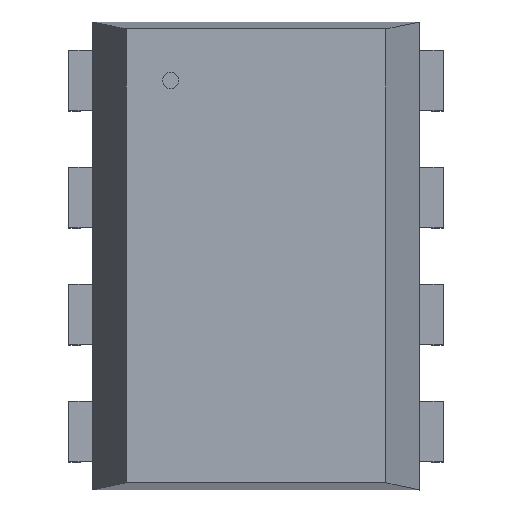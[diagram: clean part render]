
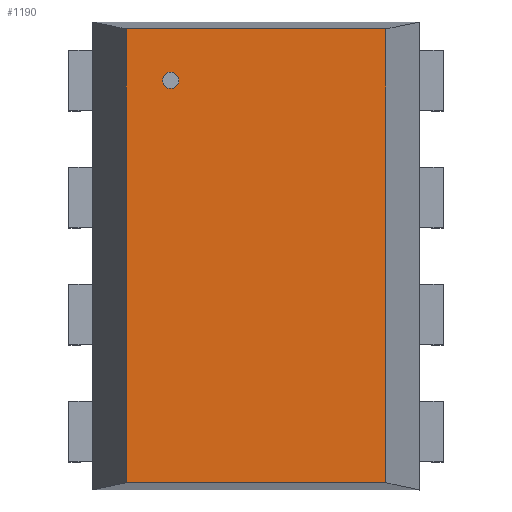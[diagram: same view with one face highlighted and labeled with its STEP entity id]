
A CAD part, top view. The second image highlights one B-rep face of the part: STEP entity #1190.
In plain terms, the highlighted planar face has unit normal (0, 0, 1).
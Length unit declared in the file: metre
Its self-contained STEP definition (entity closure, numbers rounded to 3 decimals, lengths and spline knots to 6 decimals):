
#594 = EDGE_CURVE( '', #1520, #1500, #1521, .T. );
#902 = EDGE_CURVE( '', #1958, #1573, #1959, .T. );
#968 = EDGE_CURVE( '', #1573, #1520, #2038, .T. );
#994 = EDGE_CURVE( '', #1500, #1958, #2065, .T. );
#1190 = ADVANCED_FACE( '', ( #2297 ), #2298, .F. );
#1500 = VERTEX_POINT( '', #2699 );
#1520 = VERTEX_POINT( '', #2725 );
#1521 = B_SPLINE_CURVE_WITH_KNOTS( '', 1, ( #2726, #2727 ), .UNSPECIFIED., .F., .F., ( 2, 2 ), ( 0., 1. ), .UNSPECIFIED. );
#1573 = VERTEX_POINT( '', #2802 );
#1958 = VERTEX_POINT( '', #3381 );
#1959 = B_SPLINE_CURVE_WITH_KNOTS( '', 1, ( #3382, #3383 ), .UNSPECIFIED., .F., .F., ( 2, 2 ), ( 0., 1. ), .UNSPECIFIED. );
#2038 = B_SPLINE_CURVE_WITH_KNOTS( '', 1, ( #3515, #3516 ), .UNSPECIFIED., .F., .F., ( 2, 2 ), ( 0., 1. ), .UNSPECIFIED. );
#2065 = B_SPLINE_CURVE_WITH_KNOTS( '', 1, ( #3566, #3567 ), .UNSPECIFIED., .F., .F., ( 2, 2 ), ( 0., 1. ), .UNSPECIFIED. );
#2297 = FACE_OUTER_BOUND( '', #3925, .T. );
#2298 = PLANE( '', #3926 );
#2699 = CARTESIAN_POINT( '', ( -0.002819, 0.004927, 0.005336 ) );
#2725 = CARTESIAN_POINT( '', ( 0.002819, 0.004927, 0.005336 ) );
#2726 = CARTESIAN_POINT( '', ( 0.002819, 0.004927, 0.005337 ) );
#2727 = CARTESIAN_POINT( '', ( -0.002819, 0.004927, 0.005337 ) );
#2802 = CARTESIAN_POINT( '', ( 0.002819, -0.004927, 0.005336 ) );
#3381 = CARTESIAN_POINT( '', ( -0.002819, -0.004927, 0.005336 ) );
#3382 = CARTESIAN_POINT( '', ( -0.002819, -0.004927, 0.005337 ) );
#3383 = CARTESIAN_POINT( '', ( 0.002819, -0.004927, 0.005337 ) );
#3515 = CARTESIAN_POINT( '', ( 0.002819, -0.004927, 0.005337 ) );
#3516 = CARTESIAN_POINT( '', ( 0.002819, 0.004927, 0.005337 ) );
#3566 = CARTESIAN_POINT( '', ( -0.002819, 0.004927, 0.005337 ) );
#3567 = CARTESIAN_POINT( '', ( -0.002819, -0.004927, 0.005337 ) );
#3925 = EDGE_LOOP( '', ( #5183, #5184, #5185, #5186 ) );
#3926 = AXIS2_PLACEMENT_3D( '', #5187, #5188, #5189 );
#5183 = ORIENTED_EDGE( '', *, *, #968, .T. );
#5184 = ORIENTED_EDGE( '', *, *, #594, .T. );
#5185 = ORIENTED_EDGE( '', *, *, #994, .T. );
#5186 = ORIENTED_EDGE( '', *, *, #902, .T. );
#5187 = CARTESIAN_POINT( '', ( -0.002819, -0.004928, 0.005337 ) );
#5188 = DIRECTION( '', ( 0., 0., -1. ) );
#5189 = DIRECTION( '', ( 0., -1., 0. ) );
